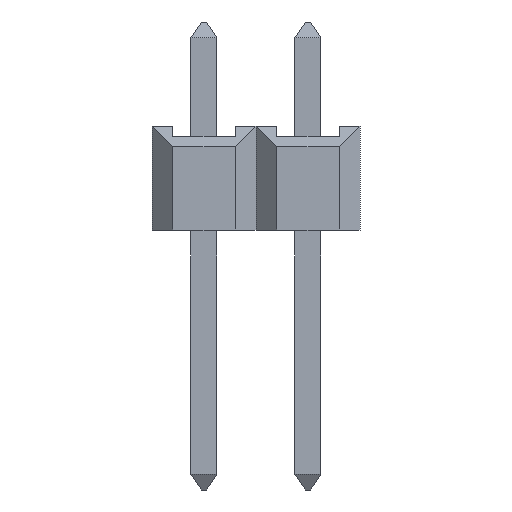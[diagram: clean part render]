
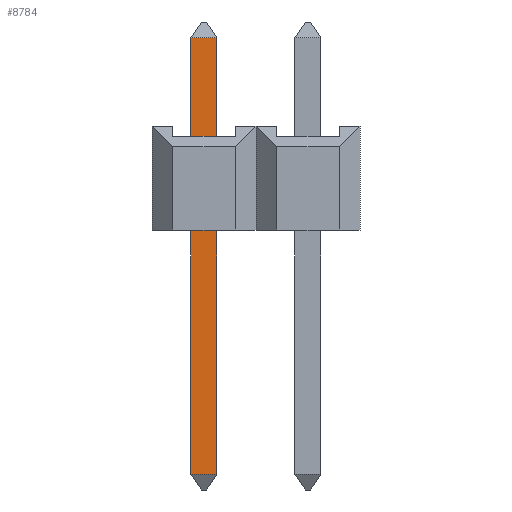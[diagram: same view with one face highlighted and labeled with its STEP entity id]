
A CAD part, front view. The second image highlights one B-rep face of the part: STEP entity #8784.
In plain terms, the highlighted planar face has unit normal (0, -1, 0).
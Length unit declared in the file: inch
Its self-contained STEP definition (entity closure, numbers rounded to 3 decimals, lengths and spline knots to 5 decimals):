
#8784=ADVANCED_FACE('',(#10932),#9872,.T.);
#9872=PLANE('',#27153);
#10932=FACE_OUTER_BOUND('',#12012,.T.);
#12012=EDGE_LOOP('',(#14811,#14812,#14813,#14814));
#14811=ORIENTED_EDGE('',*,*,#20265,.T.);
#14812=ORIENTED_EDGE('',*,*,#20273,.T.);
#14813=ORIENTED_EDGE('',*,*,#20270,.F.);
#14814=ORIENTED_EDGE('',*,*,#20274,.T.);
#18321=VERTEX_POINT('',#34637);
#18322=VERTEX_POINT('',#34639);
#18325=VERTEX_POINT('',#34649);
#18326=VERTEX_POINT('',#34650);
#20265=EDGE_CURVE('',#18322,#18321,#22761,.T.);
#20270=EDGE_CURVE('',#18325,#18326,#22766,.T.);
#20273=EDGE_CURVE('',#18321,#18326,#22769,.T.);
#20274=EDGE_CURVE('',#18325,#18322,#22770,.T.);
#22761=LINE('',#34638,#25257);
#22766=LINE('',#34648,#25262);
#22769=LINE('',#34654,#25265);
#22770=LINE('',#34655,#25266);
#25257=VECTOR('',#29768,1.);
#25262=VECTOR('',#29777,1.);
#25265=VECTOR('',#29782,1.);
#25266=VECTOR('',#29783,1.);
#27153=AXIS2_PLACEMENT_3D('',#34656,#29784,#29785);
#29768=DIRECTION('',(0.,0.,-1.));
#29777=DIRECTION('',(0.,0.,-1.));
#29782=DIRECTION('',(1.,0.,0.));
#29783=DIRECTION('',(-1.,0.,0.));
#29784=DIRECTION('',(0.,-1.,0.));
#29785=DIRECTION('',(0.,0.,-1.));
#34637=CARTESIAN_POINT('',(-0.0125,-0.0125,-0.235));
#34638=CARTESIAN_POINT('',(-0.0125,-0.0125,0.2));
#34639=CARTESIAN_POINT('',(-0.0125,-0.0125,0.185));
#34648=CARTESIAN_POINT('',(0.0125,-0.0125,0.2));
#34649=CARTESIAN_POINT('',(0.0125,-0.0125,0.185));
#34650=CARTESIAN_POINT('',(0.0125,-0.0125,-0.235));
#34654=CARTESIAN_POINT('',(0.0125,-0.0125,-0.235));
#34655=CARTESIAN_POINT('',(-0.0125,-0.0125,0.185));
#34656=CARTESIAN_POINT('',(0.0125,-0.0125,0.2));
